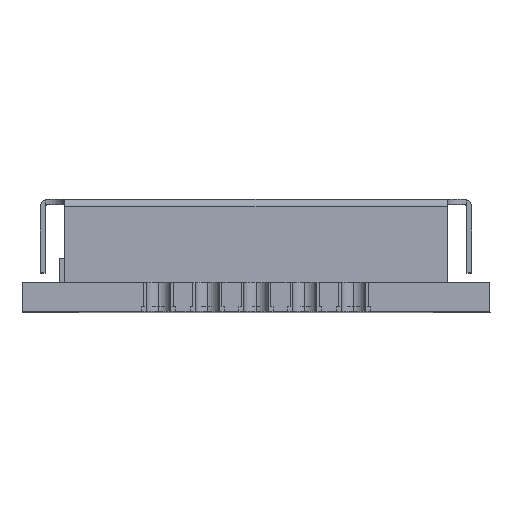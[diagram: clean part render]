
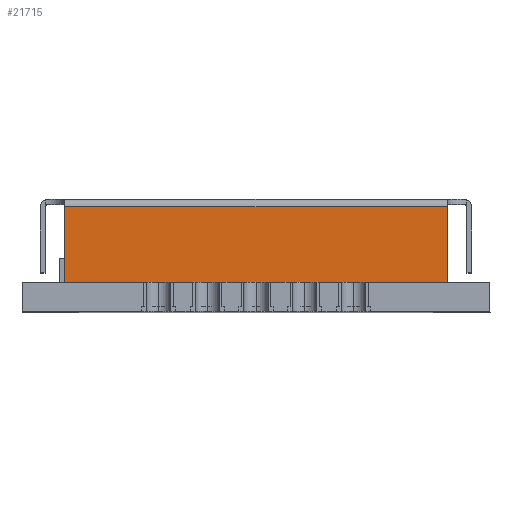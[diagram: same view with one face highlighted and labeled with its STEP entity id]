
A CAD part, top view. The second image highlights one B-rep face of the part: STEP entity #21715.
In plain terms, the highlighted planar face has unit normal (0, 0, 1).
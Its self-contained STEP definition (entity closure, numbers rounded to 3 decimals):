
#195 = DIRECTION ( 'NONE',  ( 0., 1., 0. ) ) ;
#1082 = VERTEX_POINT ( 'NONE', #20133 ) ;
#1767 = VECTOR ( 'NONE', #21665, 1000. ) ;
#2615 = DIRECTION ( 'NONE',  ( 0., 1., 0. ) ) ;
#2739 = LINE ( 'NONE', #20207, #1767 ) ;
#2916 = ORIENTED_EDGE ( 'NONE', *, *, #3390, .F. ) ;
#3118 = EDGE_CURVE ( 'NONE', #7190, #1082, #15821, .T. ) ;
#3390 = EDGE_CURVE ( 'NONE', #21690, #4125, #2739, .T. ) ;
#3970 = AXIS2_PLACEMENT_3D ( 'NONE', #10089, #20603, #2615 ) ;
#4125 = VERTEX_POINT ( 'NONE', #10753 ) ;
#4538 = LINE ( 'NONE', #16284, #7442 ) ;
#4578 = CARTESIAN_POINT ( 'NONE',  ( 3.925, 0.6, 6.63 ) ) ;
#5514 = FACE_OUTER_BOUND ( 'NONE', #17811, .T. ) ;
#6295 = LINE ( 'NONE', #4578, #8709 ) ;
#7190 = VERTEX_POINT ( 'NONE', #11380 ) ;
#7442 = VECTOR ( 'NONE', #18009, 1000. ) ;
#8110 = DIRECTION ( 'NONE',  ( 1., 0., 0. ) ) ;
#8709 = VECTOR ( 'NONE', #8110, 1000. ) ;
#8972 = ORIENTED_EDGE ( 'NONE', *, *, #22410, .T. ) ;
#10089 = CARTESIAN_POINT ( 'NONE',  ( 0., 0., 6.63 ) ) ;
#10517 = ORIENTED_EDGE ( 'NONE', *, *, #3118, .F. ) ;
#10753 = CARTESIAN_POINT ( 'NONE',  ( 3.925, 0.6, 6.63 ) ) ;
#11199 = VECTOR ( 'NONE', #195, 1000. ) ;
#11380 = CARTESIAN_POINT ( 'NONE',  ( -3.925, 0.6, 6.63 ) ) ;
#12590 = CARTESIAN_POINT ( 'NONE',  ( 3.925, 2.15, 6.63 ) ) ;
#13886 = EDGE_CURVE ( 'NONE', #1082, #21690, #4538, .T. ) ;
#13941 = ORIENTED_EDGE ( 'NONE', *, *, #13886, .F. ) ;
#15492 = CARTESIAN_POINT ( 'NONE',  ( -3.925, 0., 6.63 ) ) ;
#15821 = LINE ( 'NONE', #15492, #11199 ) ;
#16284 = CARTESIAN_POINT ( 'NONE',  ( 0., 2.15, 6.63 ) ) ;
#17811 = EDGE_LOOP ( 'NONE', ( #8972, #2916, #13941, #10517 ) ) ;
#18009 = DIRECTION ( 'NONE',  ( 1., 0., 0. ) ) ;
#20133 = CARTESIAN_POINT ( 'NONE',  ( -3.925, 2.15, 6.63 ) ) ;
#20207 = CARTESIAN_POINT ( 'NONE',  ( 3.925, 2.15, 6.63 ) ) ;
#20603 = DIRECTION ( 'NONE',  ( 0., 0., -1. ) ) ;
#21658 = PLANE ( 'NONE',  #3970 ) ;
#21665 = DIRECTION ( 'NONE',  ( 0., -1., 0. ) ) ;
#21690 = VERTEX_POINT ( 'NONE', #12590 ) ;
#21715 = ADVANCED_FACE ( 'NONE', ( #5514 ), #21658, .F. ) ;
#22410 = EDGE_CURVE ( 'NONE', #7190, #4125, #6295, .T. ) ;
